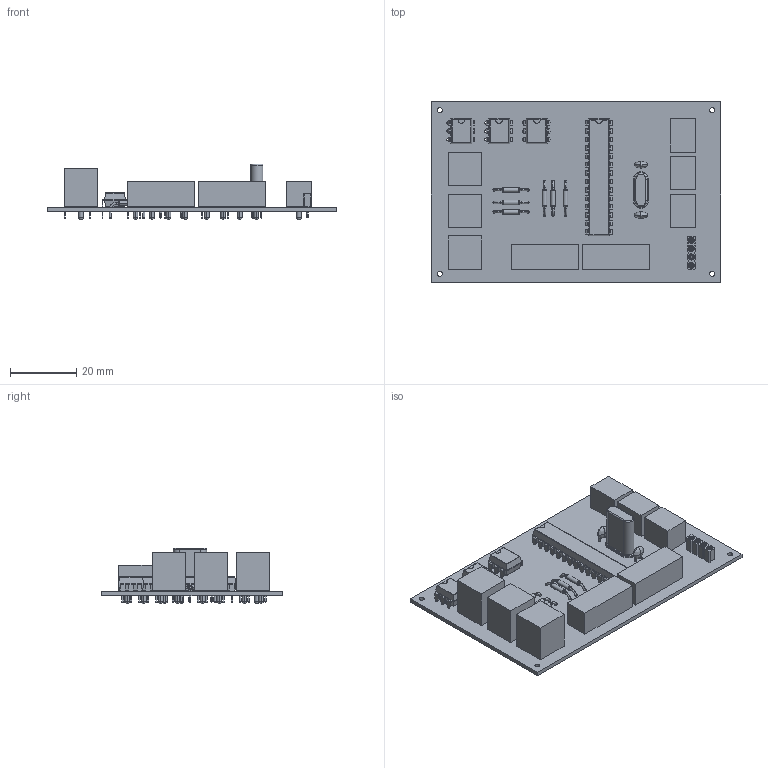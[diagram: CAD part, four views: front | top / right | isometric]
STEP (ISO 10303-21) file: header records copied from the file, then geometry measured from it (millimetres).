
FILE_DESCRIPTION(('PCB Model'),'2;1');
FILE_NAME('[Cad] Placa Principal.STEP','2021-04-15T15:57:12',('luiza'),('Unspecified'), 'Open CASCADE STEP processor 6.8','Proteus','Unknown');
FILE_SCHEMA(('CONFIG_CONTROL_DESIGN','SHAPE_APPEARANCE_LAYER_MIM'));
Length unit declared in the file: millimetre
Products named in the file (56): Open CASCADE STEP translator 6.8 1; Layer_1; X1; Open CASCADE STEP translator 6.8 1.2.1; Body_1; C1; Open CASCADE STEP translator 6.8 1.3.1; Pin_1; Pin_2; C2; CAP_1; Open CASCADE STEP translator 6.8 1.5.1; CAP_2; Open CASCADE STEP translator 6.8 1.6.1; RPM; Open CASCADE STEP translator 6.8 1.7.1; FONTE_5V; Open CASCADE STEP translator 6.8 1.8.1; FONTE_12V; R1; Open CASCADE STEP translator 6.8 1.10.1; R2; R3; R4; R5; R6; RPM_IN; U1; Open CASCADE STEP translator 6.8 1.17.1; S._TANQUE; Open CASCADE STEP translator 6.8 1.18.1; Pin_3; Pin_4; MLX90614; Open CASCADE STEP translator 6.8 1.19.1; MPU6050; PAINEL; HC_12; GPS; Open CASCADE STEP translator 6.8 1.23.1
Assembly tree (68 placements, depth 4):
  Open CASCADE STEP translator 6.8 1
    Layer_1
    X1
      Open CASCADE STEP translator 6.8 1.2.1
        Body_1
    C1
      Open CASCADE STEP translator 6.8 1.3.1
        Body_1
        Pin_1
        Pin_2
    C2
      Open CASCADE STEP translator 6.8 1.3.1
        Body_1
        Pin_1
        Pin_2
    CAP_1
      Open CASCADE STEP translator 6.8 1.5.1
        Body_1
    CAP_2
      Open CASCADE STEP translator 6.8 1.6.1
        Body_1
    RPM
      Open CASCADE STEP translator 6.8 1.7.1
        Body_1
    FONTE_5V
      Open CASCADE STEP translator 6.8 1.8.1
        Body_1
        Pin_1
        Pin_2
    FONTE_12V
      Open CASCADE STEP translator 6.8 1.8.1
        Body_1
        Pin_1
        Pin_2
    R1
      Open CASCADE STEP translator 6.8 1.10.1
        Body_1
        Pin_1
        Pin_2
    R2
      Open CASCADE STEP translator 6.8 1.10.1
        Body_1
        Pin_1
        Pin_2
    R3
      Open CASCADE STEP translator 6.8 1.10.1
        Body_1
        Pin_1
        Pin_2
    R4
      Open CASCADE STEP translator 6.8 1.10.1
        Body_1
        Pin_1
        Pin_2
    R5
      Open CASCADE STEP translator 6.8 1.10.1
        Body_1
        Pin_1
        Pin_2
    R6
Bounding box: 87.63 x 54.61 x 16.91 mm (x, y, z)
Volume: 16250.8 mm3; surface area: 18862.6 mm2
Topology: 59 solids, 59 shells, 1696 faces, 4399 edges, 2691 vertices
Faces by surface type: plane 866, cylinder 474, sphere 148, cone 80, bspline 64, torus 52, extrusion 12
Entity records: 48190 total; most frequent: CARTESIAN_POINT 8491, ORIENTED_EDGE 6122, DIRECTION 6076, EDGE_CURVE 3061, AXIS2_PLACEMENT_3D 2079, VERTEX_POINT 1981, VECTOR 1918, LINE 1916
